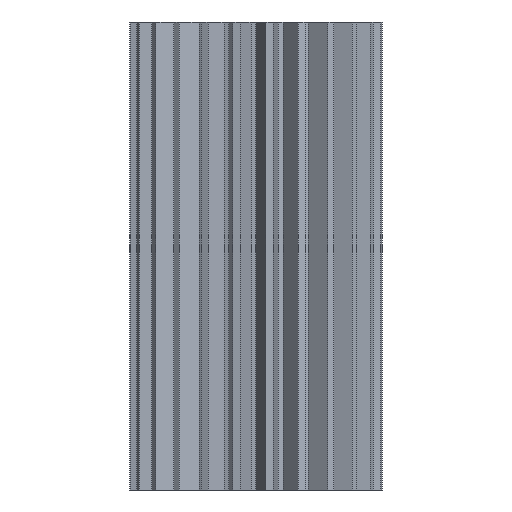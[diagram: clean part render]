
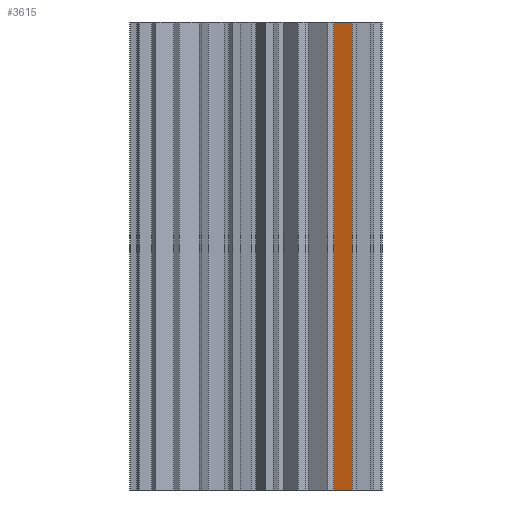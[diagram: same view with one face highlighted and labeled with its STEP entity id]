
A CAD part, front view. The second image highlights one B-rep face of the part: STEP entity #3615.
In plain terms, the highlighted planar face has unit normal (-0.347, -0.938, 0).
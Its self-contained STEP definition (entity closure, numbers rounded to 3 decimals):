
#1217=PLANE('',#1220);
#1218=CARTESIAN_POINT('',(-4.103,-2.764,6.867));
#1219=DIRECTION('',(0.,0.,-1.));
#1220=AXIS2_PLACEMENT_3D('',#1218,#1219,$);
#1319=PLANE('',#1322);
#1320=CARTESIAN_POINT('',(-2.377,-4.073,6.867));
#1321=DIRECTION('',(0.779,-0.627,0.));
#1322=AXIS2_PLACEMENT_3D('',#1320,#1321,$);
#1327=PLANE('',#1330);
#1328=CARTESIAN_POINT('',(-2.456,-4.172,6.867));
#1329=DIRECTION('',(-0.347,-0.938,0.));
#1330=AXIS2_PLACEMENT_3D('',#1328,#1329,$);
#1331=LINE('',#1333,#1334);
#1332=DIRECTION('',(0.938,-0.347,0.));
#1333=CARTESIAN_POINT('',(-2.836,-4.031,6.867));
#1334=VECTOR('',#1332,1.);
#1335=PLANE('',#1338);
#1336=CARTESIAN_POINT('',(-2.836,-4.031,6.867));
#1337=DIRECTION('',(0.69,-0.723,0.));
#1338=AXIS2_PLACEMENT_3D('',#1336,#1337,$);
#2028=PLANE('',#2031);
#2029=CARTESIAN_POINT('',(-2.311,-2.764,14.867));
#2030=DIRECTION('',(0.,0.,-1.));
#2031=AXIS2_PLACEMENT_3D('',#2029,#2030,$);
#2168=LINE('',#2170,#2171);
#2169=DIRECTION('',(0.,0.,1.));
#2170=CARTESIAN_POINT('',(-2.456,-4.172,6.867));
#2171=VECTOR('',#2169,1.);
#2172=LINE('',#2174,#2175);
#2173=DIRECTION('',(-0.938,0.347,0.));
#2174=CARTESIAN_POINT('',(-2.836,-4.031,14.867));
#2175=VECTOR('',#2173,1.);
#2176=LINE('',#2178,#2179);
#2177=DIRECTION('',(0.,0.,1.));
#2178=CARTESIAN_POINT('',(-2.836,-4.031,6.867));
#2179=VECTOR('',#2177,1.);
#2946=VERTEX_POINT('',#2947);
#2947=CARTESIAN_POINT('',(-2.456,-4.172,6.867));
#2949=EDGE_CURVE('',#2951,#2946,#2950,.T.);
#2950=INTERSECTION_CURVE('',#1331,(#1217,#1327),.CURVE_3D.);
#2951=VERTEX_POINT('',#2952);
#2952=CARTESIAN_POINT('',(-2.836,-4.031,6.867));
#3608=VERTEX_POINT('',#3609);
#3609=CARTESIAN_POINT('',(-2.456,-4.172,14.867));
#3611=EDGE_CURVE('',#2946,#3608,#3612,.T.);
#3612=INTERSECTION_CURVE('',#2168,(#1319,#1327),.CURVE_3D.);
#3615=ADVANCED_FACE('',(#3616),#1327,.T.);
#3616=FACE_BOUND('',#3617,.T.);
#3617=EDGE_LOOP('',(#3618,#3623,#3626,#3627));
#3618=ORIENTED_EDGE('',*,*,#3619,.T.);
#3619=EDGE_CURVE('',#3608,#3621,#3620,.T.);
#3620=INTERSECTION_CURVE('',#2172,(#1327,#2028),.CURVE_3D.);
#3621=VERTEX_POINT('',#3622);
#3622=CARTESIAN_POINT('',(-2.836,-4.031,14.867));
#3623=ORIENTED_EDGE('',*,*,#3624,.F.);
#3624=EDGE_CURVE('',#2951,#3621,#3625,.T.);
#3625=INTERSECTION_CURVE('',#2176,(#1327,#1335),.CURVE_3D.);
#3626=ORIENTED_EDGE('',*,*,#2949,.T.);
#3627=ORIENTED_EDGE('',*,*,#3611,.T.);
